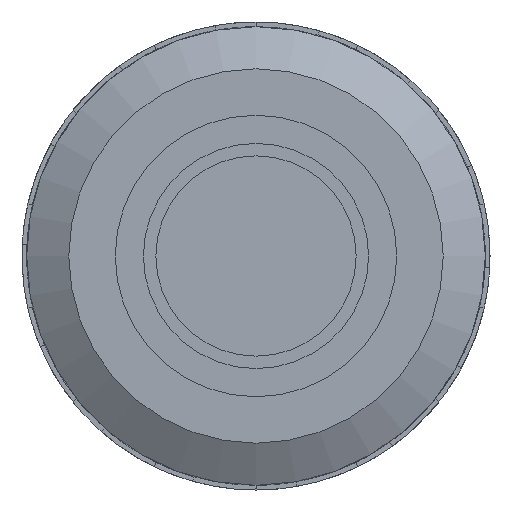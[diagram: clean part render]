
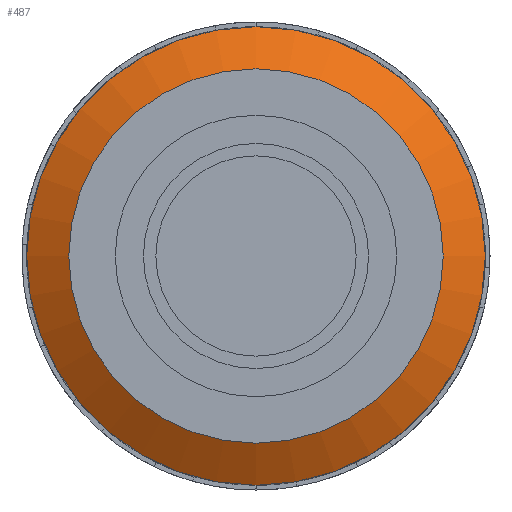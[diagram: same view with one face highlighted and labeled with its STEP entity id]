
A CAD part, left-side view. The second image highlights one B-rep face of the part: STEP entity #487.
In plain terms, the highlighted conical face has half-angle 60 degrees and reference radius 84.15 mm.
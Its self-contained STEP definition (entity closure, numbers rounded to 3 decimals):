
#460=CARTESIAN_POINT('',(-102.637,0.0,0.0));
#461=DIRECTION('',(1.0,0.0,0.0));
#462=DIRECTION('',(0.0,0.0,1.0));
#463=AXIS2_PLACEMENT_3D('',#460,#461,#462);
#464=CONICAL_SURFACE('',#463,84.15,60.);
#465=CARTESIAN_POINT('',(-108.035,0.,-74.8));
#466=VERTEX_POINT('',#465);
#467=CARTESIAN_POINT('',(-108.035,0.0,0.0));
#468=DIRECTION('',(-1.0,0.0,0.0));
#469=DIRECTION('',(0.0,0.0,1.0));
#470=AXIS2_PLACEMENT_3D('',#467,#468,#469);
#471=CIRCLE('',#470,74.8);
#472=EDGE_CURVE('',#466,#466,#471,.T.);
#473=ORIENTED_EDGE('',*,*,#472,.F.);
#474=EDGE_LOOP('',(#473));
#475=FACE_OUTER_BOUND('',#474,.T.);
#476=CARTESIAN_POINT('',(-98.318,0.,-91.63));
#477=VERTEX_POINT('',#476);
#478=CARTESIAN_POINT('',(-98.318,0.0,0.0));
#479=DIRECTION('',(-1.0,0.0,0.0));
#480=DIRECTION('',(0.0,0.0,1.0));
#481=AXIS2_PLACEMENT_3D('',#478,#479,#480);
#482=CIRCLE('',#481,91.63);
#483=EDGE_CURVE('',#477,#477,#482,.T.);
#484=ORIENTED_EDGE('',*,*,#483,.T.);
#485=EDGE_LOOP('',(#484));
#486=FACE_BOUND('',#485,.T.);
#487=ADVANCED_FACE('',(#475,#486),#464,.T.);
